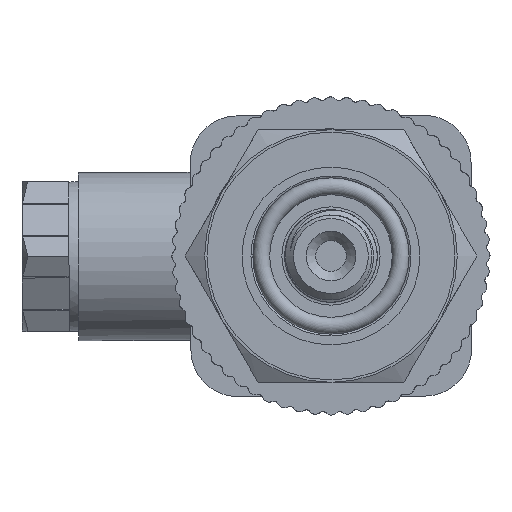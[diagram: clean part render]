
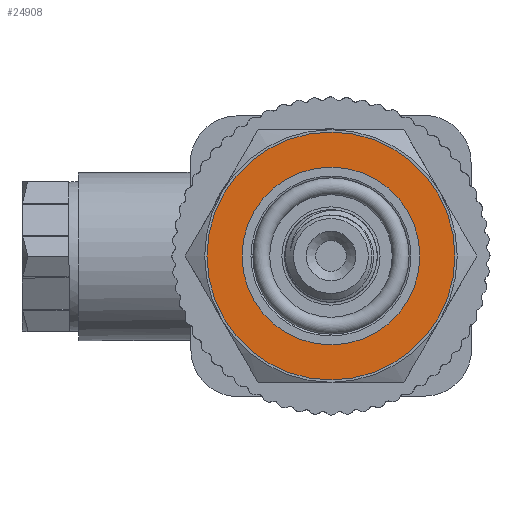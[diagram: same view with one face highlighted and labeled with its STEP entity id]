
A CAD part, left-side view. The second image highlights one B-rep face of the part: STEP entity #24908.
In plain terms, the highlighted planar face has unit normal (-1, 0, 0).
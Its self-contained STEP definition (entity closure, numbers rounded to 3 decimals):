
#311=PLANE('',#26211);
#1428=FACE_BOUND('',#3427,.T.);
#2022=FACE_OUTER_BOUND('',#3426,.T.);
#3426=EDGE_LOOP('',(#18630));
#3427=EDGE_LOOP('',(#18631));
#4657=CIRCLE('',#26195,13.25);
#4666=CIRCLE('',#26210,9.5);
#10930=VERTEX_POINT('',#50606);
#10940=VERTEX_POINT('',#52101);
#13804=EDGE_CURVE('',#10930,#10930,#4657,.T.);
#13824=EDGE_CURVE('',#10940,#10940,#4666,.T.);
#18630=ORIENTED_EDGE('',*,*,#13804,.T.);
#18631=ORIENTED_EDGE('',*,*,#13824,.T.);
#24908=ADVANCED_FACE('',(#2022,#1428),#311,.T.);
#26195=AXIS2_PLACEMENT_3D('',#50607,#28172,#28173);
#26210=AXIS2_PLACEMENT_3D('',#52102,#28205,#28206);
#26211=AXIS2_PLACEMENT_3D('',#52104,#28208,#28209);
#28172=DIRECTION('center_axis',(-1.,0.,0.));
#28173=DIRECTION('ref_axis',(0.,1.,0.));
#28205=DIRECTION('center_axis',(1.,0.,0.));
#28206=DIRECTION('ref_axis',(0.,0.,-1.));
#28208=DIRECTION('center_axis',(-1.,0.,0.));
#28209=DIRECTION('ref_axis',(0.,0.,1.));
#50606=CARTESIAN_POINT('',(-48.,-13.25,0.));
#50607=CARTESIAN_POINT('Origin',(-48.,0.,0.));
#52101=CARTESIAN_POINT('',(-48.,-9.5,0.));
#52102=CARTESIAN_POINT('Origin',(-48.,0.,0.));
#52104=CARTESIAN_POINT('Origin',(-48.,13.5,0.));
